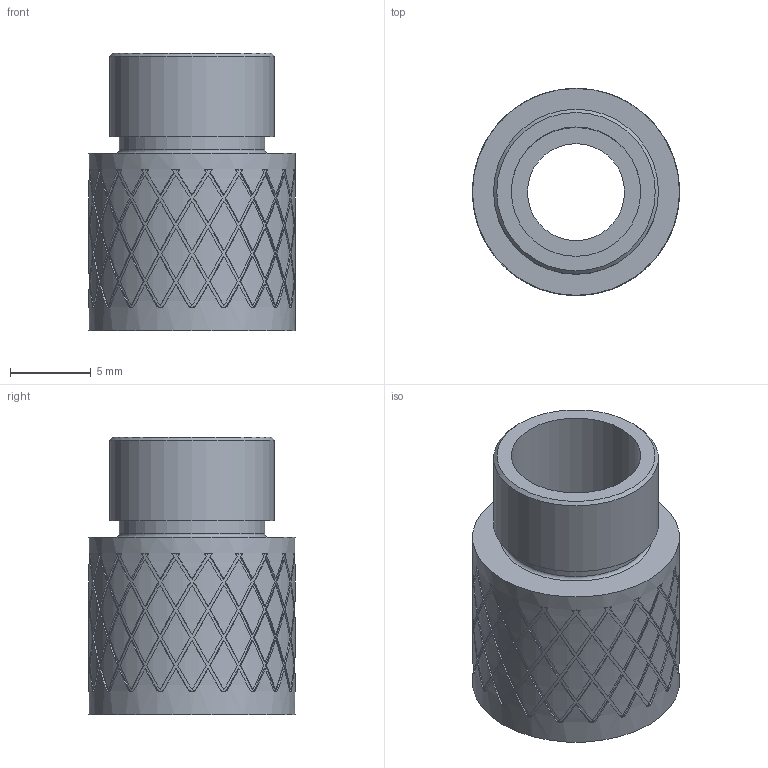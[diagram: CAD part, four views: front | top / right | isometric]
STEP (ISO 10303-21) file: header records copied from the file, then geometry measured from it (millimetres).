
FILE_DESCRIPTION(/* description */ (''),/* implementation_level */ '2;1');
FILE_NAME(/* name */ 'DLSM1M.stp',/* time_stamp */ '2014-11-27T15:15:06+01:00',/* author */ ('sh'),/* organization */ (''),/* preprocessor_version */ 'ST-DEVELOPER v15.2',/* originating_system */ 'Autodesk Inventor 2014',/* authorisation */ '');
FILE_SCHEMA (('AUTOMOTIVE_DESIGN { 1 0 10303 214 3 1 1 }'));
Length unit declared in the file: millimetre
Products named in the file (1): DLSM1M
Bounding box: 12.8 x 12.8 x 17.19 mm (x, y, z)
Volume: 1046.3 mm3; surface area: 1368.5 mm2
Topology: 1 solids, 1 shells, 714 faces, 1883 edges, 1252 vertices
Faces by surface type: plane 625, cylinder 87, torus 1, cone 1
Full cylindrical faces by diameter (mm): 6 x1, 8 x1, 9 x1, 10.2 x1, 12.6 x1, 12.8 x2
Entity records: 22777 total; most frequent: DIRECTION 4534, CARTESIAN_POINT 3839, ORIENTED_EDGE 3744, AXIS2_PLACEMENT_3D 1947, EDGE_CURVE 1872, VERTEX_POINT 1252, ELLIPSE 1160, EDGE_LOOP 808
